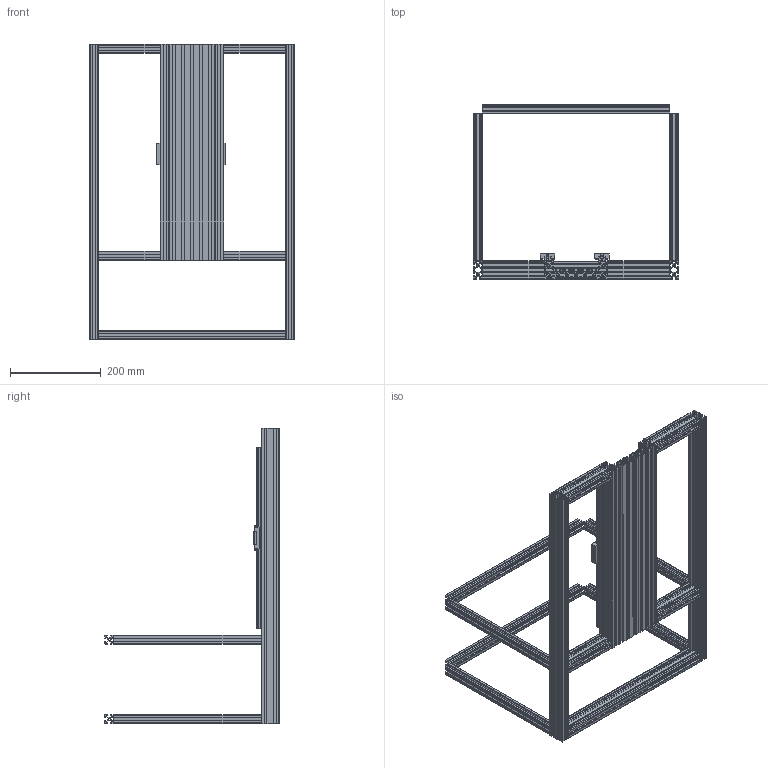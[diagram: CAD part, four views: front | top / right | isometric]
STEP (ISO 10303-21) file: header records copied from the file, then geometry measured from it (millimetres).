
FILE_DESCRIPTION(('FreeCAD Model'),'2;1');
FILE_NAME('Open CASCADE Shape Model','2025-10-12T13:09:15',(''),(''), 'Open CASCADE STEP processor 7.8','FreeCAD','Unknown');
FILE_SCHEMA(('AUTOMOTIVE_DESIGN { 1 0 10303 214 1 1 1 1 }'));
Length unit declared in the file: millimetre
Products named in the file (11): Frame_Assembly; 2040_412mm; 2040_650mm; 2040_156mm; 2040_475mm; 20100_475mm; 2020_324mm; 2020_412mm; BMN15C-1-L400-Z0-C-E0; ??^1752521381933; ??^1752521381934
Assembly tree (20 placements, depth 3):
  Frame_Assembly
    2040_412mm
    2040_650mm  x2
    2040_156mm  x4
    2040_475mm  x2
    20100_475mm
    2020_324mm  x4
    2020_412mm  x2
    BMN15C-1-L400-Z0-C-E0  x2
      ??^1752521381933
      ??^1752521381934
Bounding box: 452 x 384 x 650 mm (x, y, z)
Volume: 1757006.1 mm3; surface area: 1776626.1 mm2
Topology: 20 solids, 20 shells, 1583 faces, 4555 edges, 3020 vertices
Faces by surface type: plane 1296, cylinder 267, cone 16, sphere 4
Full cylindrical faces by diameter (mm): 5 x29
Entity records: 26035 total; most frequent: CARTESIAN_POINT 4591, ORIENTED_EDGE 4538, DIRECTION 4157, EDGE_CURVE 2269, LINE 2003, VECTOR 2003, VERTEX_POINT 1511, AXIS2_PLACEMENT_3D 1077
